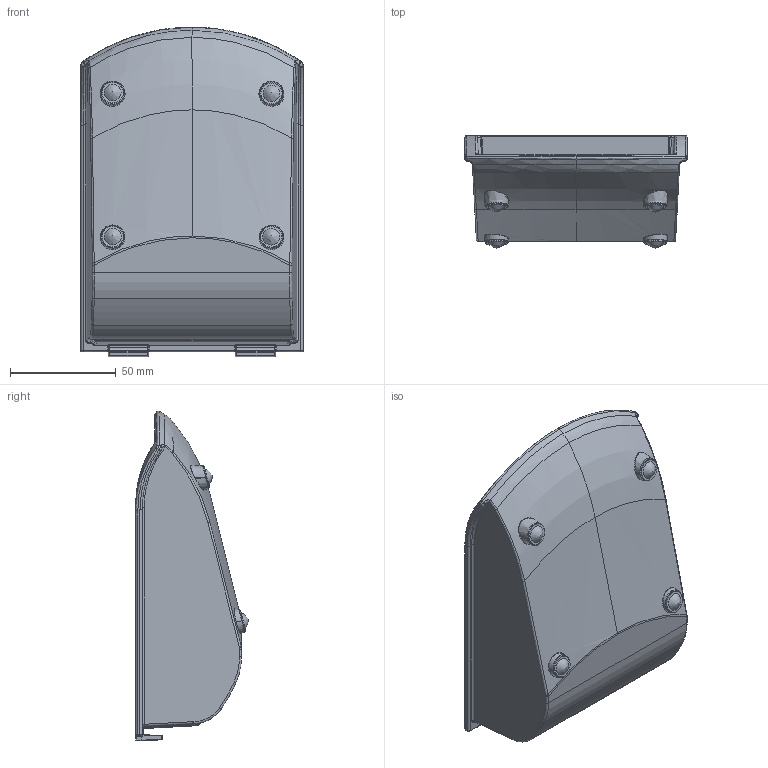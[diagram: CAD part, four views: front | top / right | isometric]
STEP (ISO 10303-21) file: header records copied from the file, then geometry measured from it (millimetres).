
FILE_DESCRIPTION(/* description */ (''),/* implementation_level */ '2;1');
FILE_NAME(/* name */ '13748_KriTec_Greifschale_Schiene_105x130x50_schwarz_aehnl_RAL_9005_antistatisch.stp',/* time_stamp */ '2017-06-19T13:04:51+02:00',/* author */ ('Steiner'),/* organization */ (''),/* preprocessor_version */ 'ST-DEVELOPER v16.1',/* originating_system */ 'Autodesk Inventor 2016',/* authorisation */ '');
FILE_SCHEMA (('CONFIG_CONTROL_DESIGN'));
Length unit declared in the file: millimetre
Products named in the file (5): 13381_Greifschale; Scheibe; Fuß; Beschriftungsleiste; 13748_KriTec_Greifschale_Schiene_105x130x50_schwarz_aehnl_RAL_9005_an
tistatisch
Assembly tree (7 placements, depth 2):
  13748_KriTec_Greifschale_Schiene_105x130x50_schwarz_aehnl_RAL_9005_an
tistatisch
    13381_Greifschale
    Scheibe
    Fuß  x4
    Beschriftungsleiste
Bounding box: 105 x 53.19 x 155.8 mm (x, y, z)
Volume: 89522.4 mm3; surface area: 69592.4 mm2
Topology: 7 solids, 7 shells, 676 faces, 1645 edges, 963 vertices
Faces by surface type: bspline 283, cylinder 229, plane 118, sphere 23, cone 21, torus 2
Full cylindrical faces by diameter (mm): 10 x4
Entity records: 34914 total; most frequent: CARTESIAN_POINT 20656, ORIENTED_EDGE 3160, DIRECTION 2359, EDGE_CURVE 1580, VERTEX_POINT 948, AXIS2_PLACEMENT_3D 914, EDGE_LOOP 688, FACE_OUTER_BOUND 664
